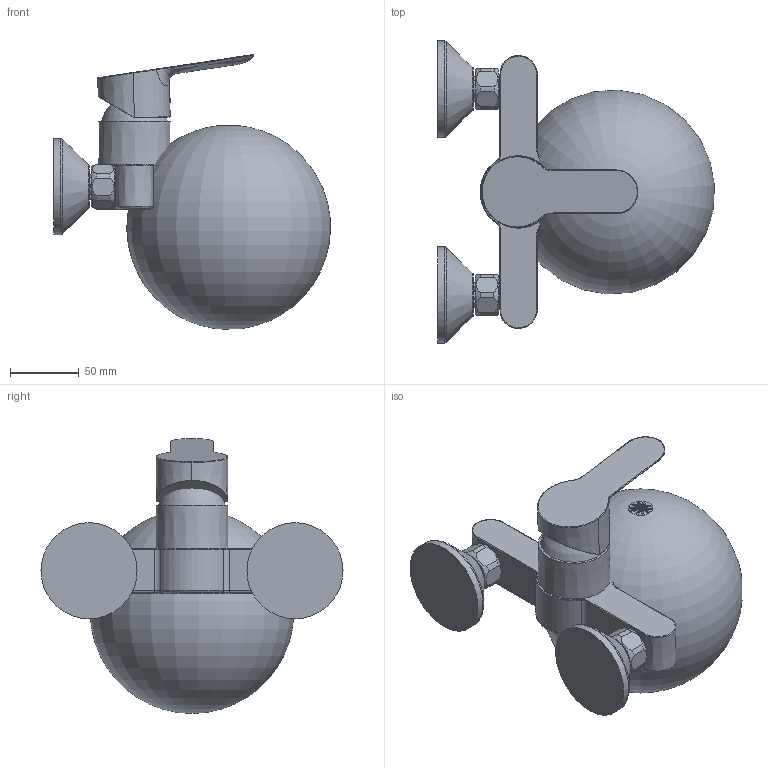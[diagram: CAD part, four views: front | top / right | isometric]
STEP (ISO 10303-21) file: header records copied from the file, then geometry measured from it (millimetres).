
FILE_DESCRIPTION(/* description */ ('Unknown'),/* implementation_level */ '2;1');
FILE_NAME(/* name */ '23334000',/* time_stamp */ '2022-09-01T10:28:00+02:00',/* author */ ('Unknown'),/* organization */ ('GROHE AG'),/* preprocessor_version */ 'ST-DEVELOPER v16.7',/* originating_system */ 'DEX',/* authorisation */ $);
FILE_SCHEMA (('AUTOMOTIVE_DESIGN {1 0 10303 214 3 1 1}'));
Length unit declared in the file: millimetre
Products named in the file (6): 23334000; id11; 50.9697.1_Standard; 50.9702.1_Standard; extrude#; face1
Assembly tree (5 placements, depth 2):
  23334000
    id11
    50.9697.1_Standard
    50.9702.1_Standard
    extrude#
    face1
Bounding box: 201.77 x 220 x 200.26 mm (x, y, z)
Surface area: 157697.6 mm2 (no closed solid volume)
Topology: 0 solids, 16 shells, 185 faces, 586 edges, 400 vertices
Faces by surface type: cylinder 57, plane 53, bspline 49, torus 17, cone 8, sphere 1
Full cylindrical faces by diameter (mm): 6.9 x1, 11.2 x1, 18 x1, 18.5 x2, 20.5 x1, 21 x2, 23.6 x1, 52.8 x1, 70 x2
Entity records: 11855 total; most frequent: CARTESIAN_POINT 6779, ORIENTED_EDGE 863, DIRECTION 694, EDGE_CURVE 535, VERTEX_POINT 382, AXIS2_PLACEMENT_3D 289, B_SPLINE_CURVE_WITH_KNOTS 272, FACE_BOUND 233
